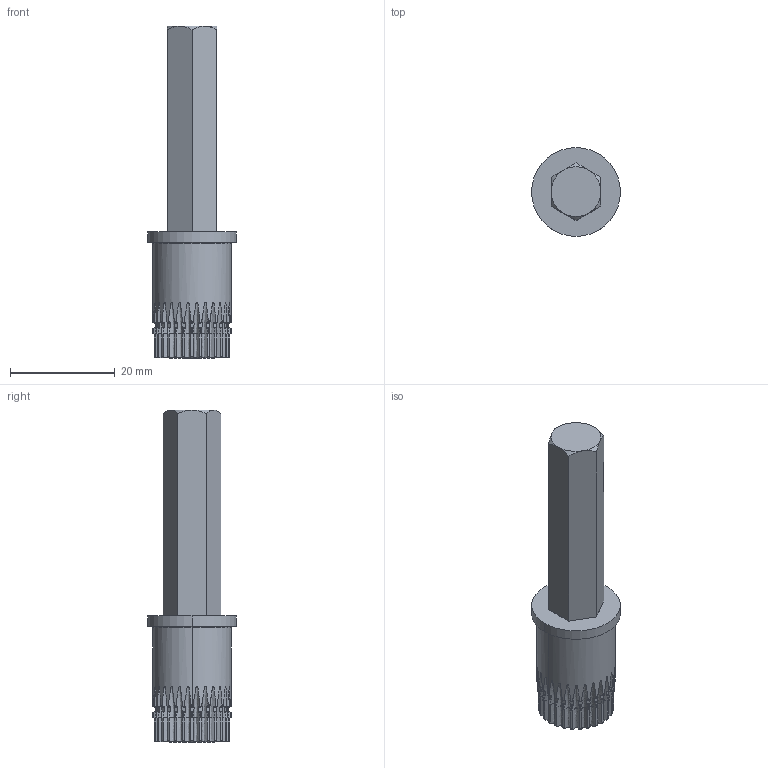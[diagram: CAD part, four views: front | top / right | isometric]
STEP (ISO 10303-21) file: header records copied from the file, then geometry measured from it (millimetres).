
FILE_DESCRIPTION (( 'STEP AP214' ), '1' );
FILE_NAME ('217-2625-021 Rev1.STEP', '2012-10-22T09:21:50', ( '' ), ( '' ), 'SwSTEP 2.0', 'SolidWorks 2011', '' );
FILE_SCHEMA (( 'AUTOMOTIVE_DESIGN' ));
Length unit declared in the file: millimetre
Products named in the file (1): 217-2625-021 Rev1
Bounding box: 17 x 17 x 63.52 mm (x, y, z)
Volume: 7249 mm3; surface area: 4511.3 mm2
Topology: 2 solids, 2 shells, 474 faces, 1274 edges, 805 vertices
Faces by surface type: cone 124, plane 107, cylinder 98, torus 89, bspline 56
Entity records: 29189 total; most frequent: CARTESIAN_POINT 18450, ORIENTED_EDGE 2548, DIRECTION 1888, EDGE_CURVE 1274, AXIS2_PLACEMENT_3D 863, VERTEX_POINT 805, B_SPLINE_CURVE_WITH_KNOTS 668, EDGE_LOOP 477
